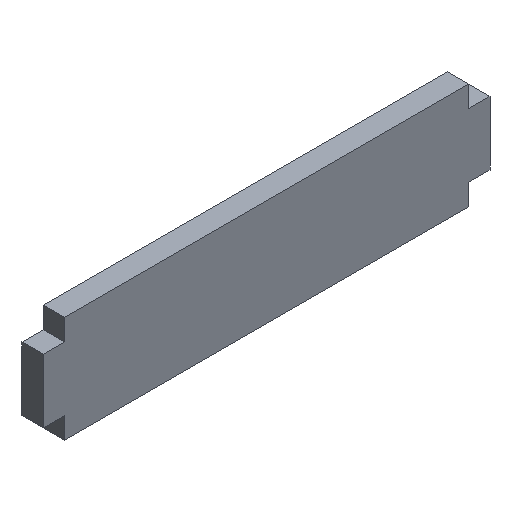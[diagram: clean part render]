
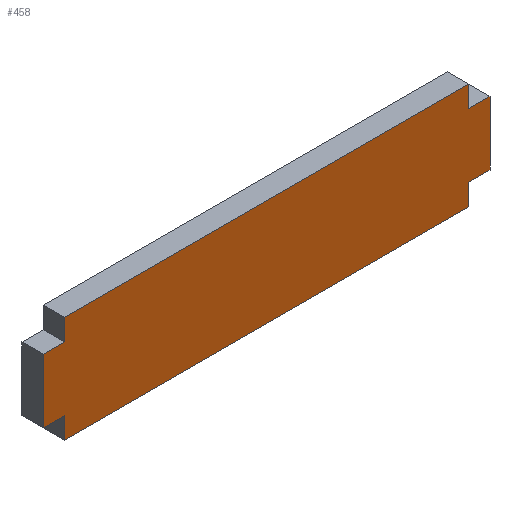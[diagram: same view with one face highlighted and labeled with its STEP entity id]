
A CAD part, isometric view. The second image highlights one B-rep face of the part: STEP entity #458.
In plain terms, the highlighted planar face has unit normal (0, -1, 0).
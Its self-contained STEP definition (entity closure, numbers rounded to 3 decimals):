
#2 = DIRECTION ( 'NONE',  ( 0., 0., 1. ) ) ;
#5 = VERTEX_POINT ( 'NONE', #356 ) ;
#8 = EDGE_CURVE ( 'NONE', #129, #49, #300, .T. ) ;
#12 = DIRECTION ( 'NONE',  ( 0., 0., 1. ) ) ;
#15 = ORIENTED_EDGE ( 'NONE', *, *, #63, .F. ) ;
#18 = DIRECTION ( 'NONE',  ( 0., 0., -1. ) ) ;
#24 = ORIENTED_EDGE ( 'NONE', *, *, #81, .F. ) ;
#38 = VERTEX_POINT ( 'NONE', #108 ) ;
#39 = DIRECTION ( 'NONE',  ( 0., 0., -1. ) ) ;
#44 = VECTOR ( 'NONE', #18, 1000. ) ;
#47 = CARTESIAN_POINT ( 'NONE',  ( 28.39, 0., -0.61 ) ) ;
#49 = VERTEX_POINT ( 'NONE', #433 ) ;
#51 = VERTEX_POINT ( 'NONE', #47 ) ;
#54 = ORIENTED_EDGE ( 'NONE', *, *, #392, .F. ) ;
#55 = VERTEX_POINT ( 'NONE', #326 ) ;
#63 = EDGE_CURVE ( 'NONE', #51, #128, #435, .T. ) ;
#67 = LINE ( 'NONE', #329, #44 ) ;
#68 = ORIENTED_EDGE ( 'NONE', *, *, #85, .F. ) ;
#70 = VECTOR ( 'NONE', #457, 1000. ) ;
#79 = LINE ( 'NONE', #417, #90 ) ;
#81 = EDGE_CURVE ( 'NONE', #366, #258, #263, .T. ) ;
#85 = EDGE_CURVE ( 'NONE', #128, #357, #217, .T. ) ;
#90 = VECTOR ( 'NONE', #460, 1000. ) ;
#104 = VECTOR ( 'NONE', #438, 1000. ) ;
#108 = CARTESIAN_POINT ( 'NONE',  ( 28.39, 0., 7.39 ) ) ;
#110 = ORIENTED_EDGE ( 'NONE', *, *, #415, .F. ) ;
#111 = CARTESIAN_POINT ( 'NONE',  ( 28.39, 0., -2.61 ) ) ;
#122 = VECTOR ( 'NONE', #166, 1000. ) ;
#128 = VERTEX_POINT ( 'NONE', #397 ) ;
#129 = VERTEX_POINT ( 'NONE', #254 ) ;
#132 = AXIS2_PLACEMENT_3D ( 'NONE', #244, #346, #39 ) ;
#134 = LINE ( 'NONE', #376, #122 ) ;
#138 = DIRECTION ( 'NONE',  ( 1., 0., 0. ) ) ;
#150 = FACE_OUTER_BOUND ( 'NONE', #231, .T. ) ;
#156 = VERTEX_POINT ( 'NONE', #224 ) ;
#159 = EDGE_CURVE ( 'NONE', #156, #5, #67, .T. ) ;
#166 = DIRECTION ( 'NONE',  ( 0., 0., -1. ) ) ;
#173 = VERTEX_POINT ( 'NONE', #295 ) ;
#176 = CARTESIAN_POINT ( 'NONE',  ( -11.61, 0., 5.39 ) ) ;
#181 = CARTESIAN_POINT ( 'NONE',  ( -9.61, 0., -2.61 ) ) ;
#201 = EDGE_CURVE ( 'NONE', #258, #38, #236, .T. ) ;
#207 = LINE ( 'NONE', #265, #305 ) ;
#208 = VECTOR ( 'NONE', #2, 1000. ) ;
#217 = LINE ( 'NONE', #181, #324 ) ;
#220 = CARTESIAN_POINT ( 'NONE',  ( -9.61, 0., 7.39 ) ) ;
#224 = CARTESIAN_POINT ( 'NONE',  ( 30.39, 0., 5.39 ) ) ;
#231 = EDGE_LOOP ( 'NONE', ( #456, #110, #424, #68, #15, #54, #280, #274, #315, #455, #24, #462 ) ) ;
#233 = VECTOR ( 'NONE', #138, 1000. ) ;
#234 = CARTESIAN_POINT ( 'NONE',  ( -9.61, 0., -2.61 ) ) ;
#236 = LINE ( 'NONE', #367, #431 ) ;
#243 = LINE ( 'NONE', #465, #233 ) ;
#244 = CARTESIAN_POINT ( 'NONE',  ( 0., 0., 0. ) ) ;
#245 = VECTOR ( 'NONE', #272, 1000. ) ;
#249 = DIRECTION ( 'NONE',  ( -1., 0., 0. ) ) ;
#254 = CARTESIAN_POINT ( 'NONE',  ( -11.61, 0., -0.61 ) ) ;
#258 = VERTEX_POINT ( 'NONE', #403 ) ;
#263 = LINE ( 'NONE', #220, #334 ) ;
#265 = CARTESIAN_POINT ( 'NONE',  ( -9.61, 0., 5.39 ) ) ;
#272 = DIRECTION ( 'NONE',  ( -1., 0., 0. ) ) ;
#274 = ORIENTED_EDGE ( 'NONE', *, *, #443, .F. ) ;
#275 = EDGE_CURVE ( 'NONE', #49, #366, #207, .T. ) ;
#280 = ORIENTED_EDGE ( 'NONE', *, *, #159, .F. ) ;
#291 = DIRECTION ( 'NONE',  ( 1., 0., 0. ) ) ;
#295 = CARTESIAN_POINT ( 'NONE',  ( -9.61, 0., -0.61 ) ) ;
#300 = LINE ( 'NONE', #176, #208 ) ;
#305 = VECTOR ( 'NONE', #337, 1000. ) ;
#315 = ORIENTED_EDGE ( 'NONE', *, *, #332, .F. ) ;
#324 = VECTOR ( 'NONE', #249, 1000. ) ;
#326 = CARTESIAN_POINT ( 'NONE',  ( 28.39, 0., 5.39 ) ) ;
#329 = CARTESIAN_POINT ( 'NONE',  ( 30.39, 0., -0.61 ) ) ;
#332 = EDGE_CURVE ( 'NONE', #38, #55, #134, .T. ) ;
#334 = VECTOR ( 'NONE', #12, 1000. ) ;
#337 = DIRECTION ( 'NONE',  ( 1., 0., 0. ) ) ;
#346 = DIRECTION ( 'NONE',  ( 0., -1., 0. ) ) ;
#347 = CARTESIAN_POINT ( 'NONE',  ( -11.61, 0., -0.61 ) ) ;
#354 = LINE ( 'NONE', #347, #245 ) ;
#356 = CARTESIAN_POINT ( 'NONE',  ( 30.39, 0., -0.61 ) ) ;
#357 = VERTEX_POINT ( 'NONE', #234 ) ;
#366 = VERTEX_POINT ( 'NONE', #382 ) ;
#367 = CARTESIAN_POINT ( 'NONE',  ( 28.39, 0., 7.39 ) ) ;
#376 = CARTESIAN_POINT ( 'NONE',  ( 28.39, 0., 5.39 ) ) ;
#382 = CARTESIAN_POINT ( 'NONE',  ( -9.61, 0., 5.39 ) ) ;
#392 = EDGE_CURVE ( 'NONE', #5, #51, #440, .T. ) ;
#397 = CARTESIAN_POINT ( 'NONE',  ( 28.39, 0., -2.61 ) ) ;
#403 = CARTESIAN_POINT ( 'NONE',  ( -9.61, 0., 7.39 ) ) ;
#415 = EDGE_CURVE ( 'NONE', #173, #129, #354, .T. ) ;
#417 = CARTESIAN_POINT ( 'NONE',  ( -9.61, 0., -0.61 ) ) ;
#422 = PLANE ( 'NONE',  #132 ) ;
#424 = ORIENTED_EDGE ( 'NONE', *, *, #452, .F. ) ;
#428 = CARTESIAN_POINT ( 'NONE',  ( 28.39, 0., -0.61 ) ) ;
#431 = VECTOR ( 'NONE', #291, 1000. ) ;
#433 = CARTESIAN_POINT ( 'NONE',  ( -11.61, 0., 5.39 ) ) ;
#435 = LINE ( 'NONE', #111, #104 ) ;
#438 = DIRECTION ( 'NONE',  ( 0., 0., -1. ) ) ;
#440 = LINE ( 'NONE', #428, #70 ) ;
#443 = EDGE_CURVE ( 'NONE', #55, #156, #243, .T. ) ;
#452 = EDGE_CURVE ( 'NONE', #357, #173, #79, .T. ) ;
#455 = ORIENTED_EDGE ( 'NONE', *, *, #201, .F. ) ;
#456 = ORIENTED_EDGE ( 'NONE', *, *, #8, .F. ) ;
#457 = DIRECTION ( 'NONE',  ( -1., 0., 0. ) ) ;
#458 = ADVANCED_FACE ( 'NONE', ( #150 ), #422, .T. ) ;
#460 = DIRECTION ( 'NONE',  ( 0., 0., 1. ) ) ;
#462 = ORIENTED_EDGE ( 'NONE', *, *, #275, .F. ) ;
#465 = CARTESIAN_POINT ( 'NONE',  ( 30.39, 0., 5.39 ) ) ;
